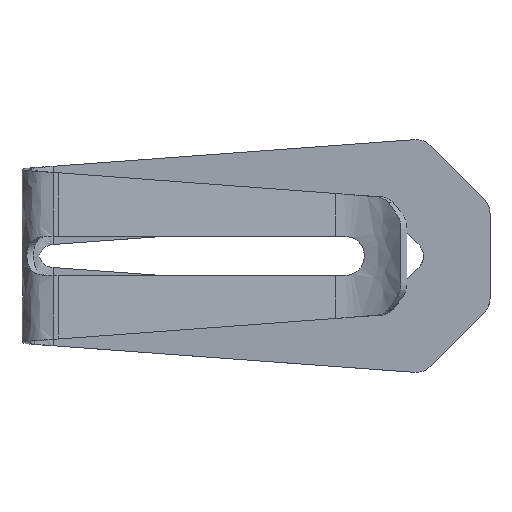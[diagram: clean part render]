
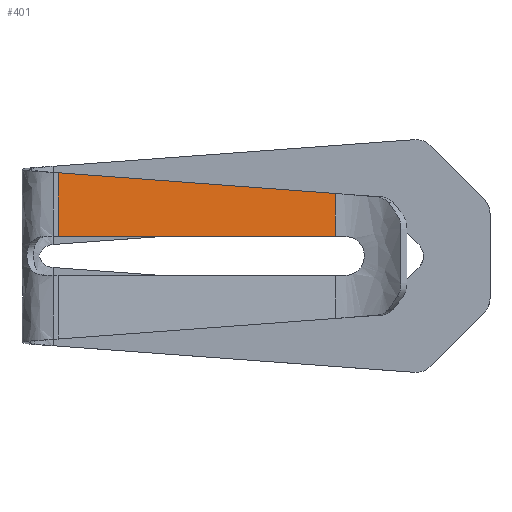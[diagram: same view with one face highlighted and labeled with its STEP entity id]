
A CAD part, top view. The second image highlights one B-rep face of the part: STEP entity #401.
In plain terms, the highlighted free-form (B-spline) face has degree [1, 1] with [2, 2] control points.
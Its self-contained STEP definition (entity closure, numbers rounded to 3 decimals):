
#372 = VERTEX_POINT('',#373);
#373 = CARTESIAN_POINT('',(0.603,10.082,3.736
    ));
#378 = EDGE_CURVE('',#379,#372,#381,.T.);
#379 = VERTEX_POINT('',#380);
#380 = CARTESIAN_POINT('',(34.206,7.579,
    -1.689));
#381 = B_SPLINE_CURVE_WITH_KNOTS('',1,(#382,#383),.UNSPECIFIED.,.F.,.F.,
  (2,2),(-33.464,2.615),.PIECEWISE_BEZIER_KNOTS.);
#382 = CARTESIAN_POINT('',(34.206,7.579,
    -1.689));
#383 = CARTESIAN_POINT('',(0.603,10.082,3.736
    ));
#401 = ADVANCED_FACE('',(#402),#424,.T.);
#402 = FACE_BOUND('',#403,.T.);
#403 = EDGE_LOOP('',(#404,#413,#418,#419));
#404 = ORIENTED_EDGE('',*,*,#405,.T.);
#405 = EDGE_CURVE('',#406,#408,#410,.T.);
#406 = VERTEX_POINT('',#407);
#407 = CARTESIAN_POINT('',(0.603,2.365,3.736)
  );
#408 = VERTEX_POINT('',#409);
#409 = CARTESIAN_POINT('',(34.206,2.365,-1.689
    ));
#410 = B_SPLINE_CURVE_WITH_KNOTS('',1,(#411,#412),.UNSPECIFIED.,.F.,.F.,
  (2,2),(-39.944,-3.963),.PIECEWISE_BEZIER_KNOTS.);
#411 = CARTESIAN_POINT('',(0.603,2.365,3.736)
  );
#412 = CARTESIAN_POINT('',(34.206,2.365,-1.689
    ));
#413 = ORIENTED_EDGE('',*,*,#414,.T.);
#414 = EDGE_CURVE('',#408,#379,#415,.T.);
#415 = B_SPLINE_CURVE_WITH_KNOTS('',1,(#416,#417),.UNSPECIFIED.,.F.,.F.,
  (2,2),(27.5,33.012),.PIECEWISE_BEZIER_KNOTS.);
#416 = CARTESIAN_POINT('',(34.206,2.365,-1.689
    ));
#417 = CARTESIAN_POINT('',(34.206,7.579,
    -1.689));
#418 = ORIENTED_EDGE('',*,*,#378,.T.);
#419 = ORIENTED_EDGE('',*,*,#420,.F.);
#420 = EDGE_CURVE('',#406,#372,#421,.T.);
#421 = B_SPLINE_CURVE_WITH_KNOTS('',1,(#422,#423),.UNSPECIFIED.,.F.,.F.,
  (2,2),(27.5,35.658),.PIECEWISE_BEZIER_KNOTS.);
#422 = CARTESIAN_POINT('',(0.603,2.365,3.736)
  );
#423 = CARTESIAN_POINT('',(0.603,10.082,3.736
    ));
#424 = B_SPLINE_SURFACE_WITH_KNOTS('',1,1,(
    (#425,#426)
    ,(#427,#428
    )),.UNSPECIFIED.,.F.,.F.,.F.,(2,2),(2,2),(0.,
    35.982),(27.5,35.658),.PIECEWISE_BEZIER_KNOTS.);
#425 = CARTESIAN_POINT('',(0.603,2.365,3.736)
  );
#426 = CARTESIAN_POINT('',(0.603,10.082,3.736
    ));
#427 = CARTESIAN_POINT('',(34.206,2.365,-1.689
    ));
#428 = CARTESIAN_POINT('',(34.206,10.082,
    -1.689));
